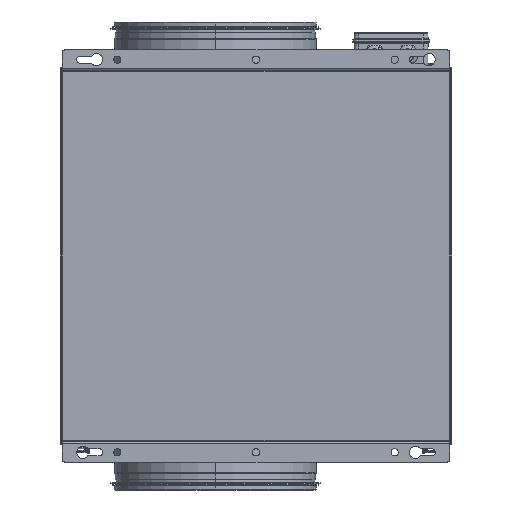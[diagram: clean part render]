
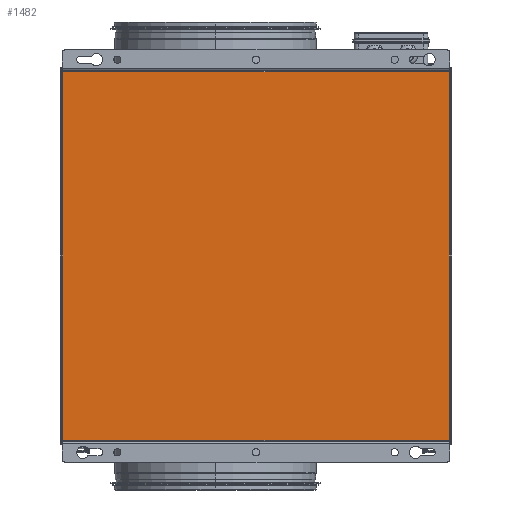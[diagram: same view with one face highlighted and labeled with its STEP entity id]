
A CAD part, front view. The second image highlights one B-rep face of the part: STEP entity #1482.
In plain terms, the highlighted planar face has unit normal (0, -1, 0).
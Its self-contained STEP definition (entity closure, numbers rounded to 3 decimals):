
#7 = DIRECTION ( 'NONE',  ( 0., 1., 0. ) ) ;
#10 = DIRECTION ( 'NONE',  ( 0., 0., 1. ) ) ;
#162 = CARTESIAN_POINT ( 'NONE',  ( -240., 0., 229. ) ) ;
#163 = PLANE ( 'NONE',  #8836 ) ;
#1482 = ADVANCED_FACE ( 'NONE', ( #22110 ), #163, .F. ) ;
#3314 = DIRECTION ( 'NONE',  ( 0., 0., -1. ) ) ;
#3361 = CARTESIAN_POINT ( 'NONE',  ( -238., 0., 229. ) ) ;
#3591 = CARTESIAN_POINT ( 'NONE',  ( 238., 0., 227. ) ) ;
#4583 = VERTEX_POINT ( 'NONE', #3591 ) ;
#5457 = CARTESIAN_POINT ( 'NONE',  ( 238., 0., 227. ) ) ;
#5639 = DIRECTION ( 'NONE',  ( -1., 0., 0. ) ) ;
#6451 = CARTESIAN_POINT ( 'NONE',  ( 238., 0., -229. ) ) ;
#6477 = DIRECTION ( 'NONE',  ( 0., 0., 1. ) ) ;
#7894 = EDGE_CURVE ( 'NONE', #14600, #14979, #22444, .T. ) ;
#8211 = EDGE_CURVE ( 'NONE', #14979, #15011, #10153, .T. ) ;
#8665 = EDGE_CURVE ( 'NONE', #4583, #14600, #9943, .T. ) ;
#8836 = AXIS2_PLACEMENT_3D ( 'NONE', #162, #7, #10 ) ;
#9225 = EDGE_CURVE ( 'NONE', #15011, #4583, #25748, .T. ) ;
#9943 = LINE ( 'NONE', #5457, #10074 ) ;
#10074 = VECTOR ( 'NONE', #5639, 1000. ) ;
#10153 = LINE ( 'NONE', #13513, #10245 ) ;
#10245 = VECTOR ( 'NONE', #13429, 1000. ) ;
#13347 = ORIENTED_EDGE ( 'NONE', *, *, #7894, .T. ) ;
#13429 = DIRECTION ( 'NONE',  ( 1., 0., 0. ) ) ;
#13513 = CARTESIAN_POINT ( 'NONE',  ( -238., 0., -227. ) ) ;
#14600 = VERTEX_POINT ( 'NONE', #24880 ) ;
#14979 = VERTEX_POINT ( 'NONE', #23876 ) ;
#15011 = VERTEX_POINT ( 'NONE', #24827 ) ;
#15922 = ORIENTED_EDGE ( 'NONE', *, *, #8665, .T. ) ;
#16118 = ORIENTED_EDGE ( 'NONE', *, *, #8211, .T. ) ;
#16129 = ORIENTED_EDGE ( 'NONE', *, *, #9225, .T. ) ;
#16639 = EDGE_LOOP ( 'NONE', ( #16118, #16129, #15922, #13347 ) ) ;
#22056 = VECTOR ( 'NONE', #3314, 1000. ) ;
#22110 = FACE_OUTER_BOUND ( 'NONE', #16639, .T. ) ;
#22444 = LINE ( 'NONE', #3361, #22056 ) ;
#23876 = CARTESIAN_POINT ( 'NONE',  ( -238., 0., -227. ) ) ;
#24827 = CARTESIAN_POINT ( 'NONE',  ( 238., 0., -227. ) ) ;
#24880 = CARTESIAN_POINT ( 'NONE',  ( -238., 0., 227. ) ) ;
#25737 = VECTOR ( 'NONE', #6477, 1000. ) ;
#25748 = LINE ( 'NONE', #6451, #25737 ) ;
